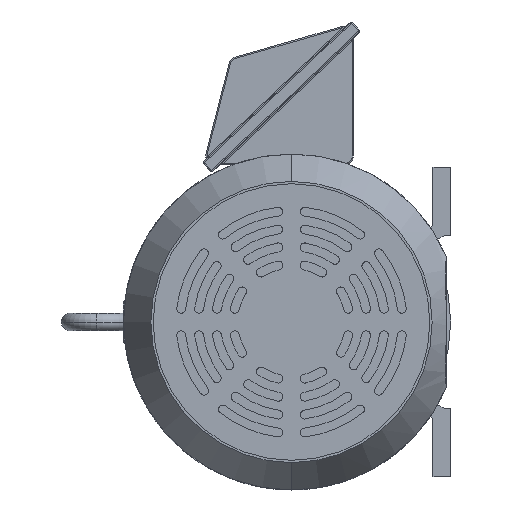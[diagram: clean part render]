
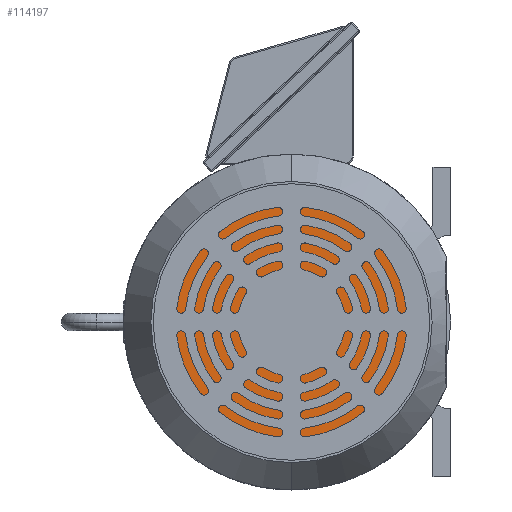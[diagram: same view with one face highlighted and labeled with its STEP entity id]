
A CAD part, left-side view. The second image highlights one B-rep face of the part: STEP entity #114197.
In plain terms, the highlighted planar face has unit normal (-1, 0, 0).
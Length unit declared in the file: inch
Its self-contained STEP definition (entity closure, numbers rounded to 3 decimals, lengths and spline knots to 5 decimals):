
#8454 = FACE_OUTER_BOUND ( 'NONE', #151725, .T. ) ;
#9750 = CIRCLE ( 'NONE', #66899, 3.83007 ) ;
#11031 = CARTESIAN_POINT ( 'NONE',  ( -15.03426, 2.26729, 8.901 ) ) ;
#12428 = ORIENTED_EDGE ( 'NONE', *, *, #37436, .T. ) ;
#14650 = ORIENTED_EDGE ( 'NONE', *, *, #86886, .T. ) ;
#37436 = EDGE_CURVE ( 'NONE', #159182, #171212, #9750, .T. ) ;
#44386 = CIRCLE ( 'NONE', #73919, 3.83007 ) ;
#66899 = AXIS2_PLACEMENT_3D ( 'NONE', #115736, #100338, #129825 ) ;
#73919 = AXIS2_PLACEMENT_3D ( 'NONE', #111207, #109928, #82832 ) ;
#82832 = DIRECTION ( 'NONE',  ( 0., 0., 1. ) ) ;
#86886 = EDGE_CURVE ( 'NONE', #171212, #159182, #44386, .T. ) ;
#100338 = DIRECTION ( 'NONE',  ( -1., 0., 0. ) ) ;
#100421 = CARTESIAN_POINT ( 'NONE',  ( -15.03426, 1.22076, 12.73107 ) ) ;
#109928 = DIRECTION ( 'NONE',  ( -1., 0., 0. ) ) ;
#111207 = CARTESIAN_POINT ( 'NONE',  ( -15.03426, 1.22076, 8.901 ) ) ;
#112743 = PLANE ( 'NONE',  #154832 ) ;
#114197 = ADVANCED_FACE ( 'NONE', ( #8454 ), #112743, .T. ) ;
#115736 = CARTESIAN_POINT ( 'NONE',  ( -15.03426, 1.22076, 8.901 ) ) ;
#129825 = DIRECTION ( 'NONE',  ( 0., 0., 1. ) ) ;
#151725 = EDGE_LOOP ( 'NONE', ( #14650, #12428 ) ) ;
#154832 = AXIS2_PLACEMENT_3D ( 'NONE', #11031, #173143, #187891 ) ;
#159182 = VERTEX_POINT ( 'NONE', #100421 ) ;
#171212 = VERTEX_POINT ( 'NONE', #177639 ) ;
#173143 = DIRECTION ( 'NONE',  ( -1., 0., 0. ) ) ;
#177639 = CARTESIAN_POINT ( 'NONE',  ( -15.03426, 1.22076, 5.07093 ) ) ;
#187891 = DIRECTION ( 'NONE',  ( 0., 0., 1. ) ) ;
